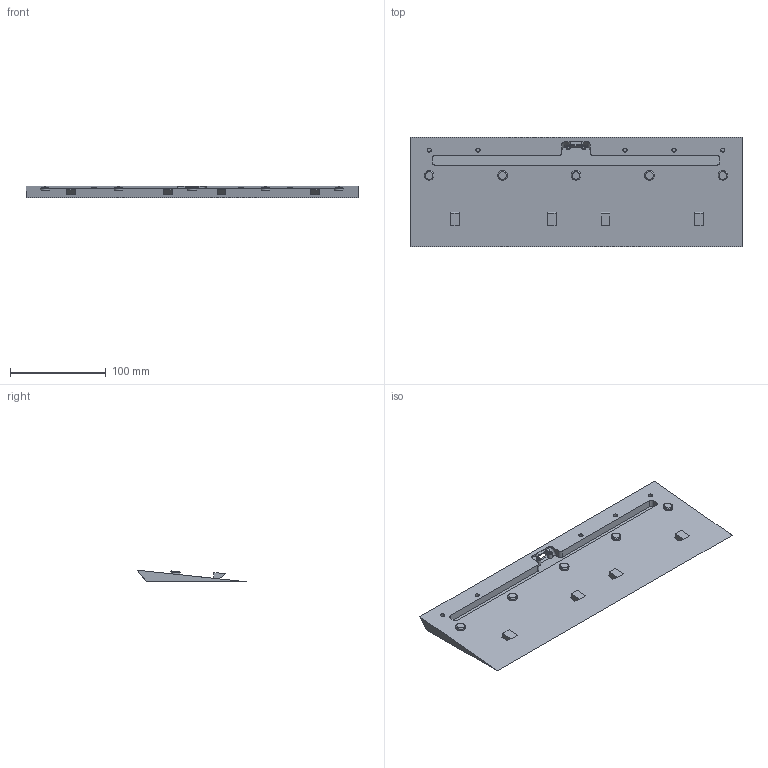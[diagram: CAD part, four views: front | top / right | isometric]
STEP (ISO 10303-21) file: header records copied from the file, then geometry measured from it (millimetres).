
FILE_DESCRIPTION(/* description */ ('','CAx-IF Rec.Pracs.---Representation and Presentation of Product Manufacturing Information (PMI)---4.0---2014-10-13'),/* implementation_level */ '2;1');
FILE_NAME(/* name */ 'Case Stand.step',/* time_stamp */ '2025-03-14T20:42:34+08:00',/* author */ (''),/* organization */ (''),/* preprocessor_version */ 'ST-DEVELOPER v20',/* originating_system */ 'Autodesk Translation Framework v13.20.0.188',/* authorisation */ '');
FILE_SCHEMA (('AP242_MANAGED_MODEL_BASED_3D_ENGINEERING_MIM_LF { 1 0 10303 442 1 1 4 }'));
Length unit declared in the file: millimetre
Products named in the file (1): Case Stand
Bounding box: 346.45 x 114.27 x 12.01 mm (x, y, z)
Volume: 194619.8 mm3; surface area: 89463.4 mm2
Topology: 1 solids, 1 shells, 202 faces, 520 edges, 343 vertices
Faces by surface type: plane 102, bspline 65, cylinder 28, cone 7
Full cylindrical faces by diameter (mm): 3 x2, 4.5 x7, 10 x5
Entity records: 6725 total; most frequent: CARTESIAN_POINT 2147, ORIENTED_EDGE 1040, DIRECTION 741, EDGE_CURVE 520, VERTEX_POINT 343, LINE 323, VECTOR 323, EDGE_LOOP 227
